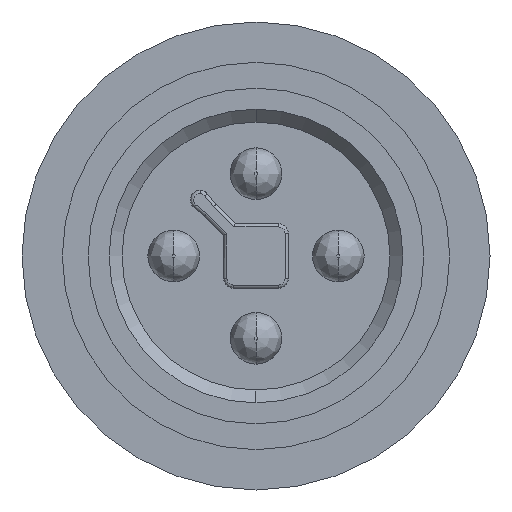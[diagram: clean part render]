
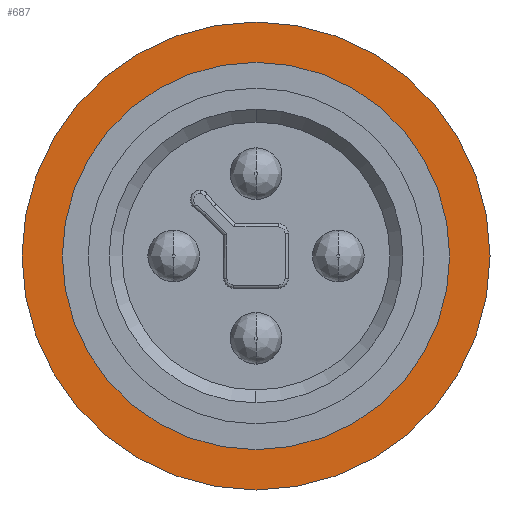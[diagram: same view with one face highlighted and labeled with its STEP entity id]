
A CAD part, left-side view. The second image highlights one B-rep face of the part: STEP entity #687.
In plain terms, the highlighted planar face has unit normal (-1, 0, 0).
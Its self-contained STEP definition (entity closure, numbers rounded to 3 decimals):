
#151 = ORIENTED_EDGE ( 'NONE', *, *, #14543, .F. ) ;
#687 = ADVANCED_FACE ( 'NONE', ( #891, #7516 ), #7169, .T. ) ;
#891 = FACE_OUTER_BOUND ( 'NONE', #11256, .T. ) ;
#999 = CARTESIAN_POINT ( 'NONE',  ( -6.4, 0., -6. ) ) ;
#1671 = DIRECTION ( 'NONE',  ( 1., 0., 0. ) ) ;
#2362 = VERTEX_POINT ( 'NONE', #15981 ) ;
#2813 = ORIENTED_EDGE ( 'NONE', *, *, #5316, .T. ) ;
#3559 = CIRCLE ( 'NONE', #13964, 6. ) ;
#3845 = AXIS2_PLACEMENT_3D ( 'NONE', #9178, #1671, #10460 ) ;
#4432 = ORIENTED_EDGE ( 'NONE', *, *, #12120, .F. ) ;
#5139 = CARTESIAN_POINT ( 'NONE',  ( -6.4, 0., 0. ) ) ;
#5198 = CIRCLE ( 'NONE', #15908, 6. ) ;
#5316 = EDGE_CURVE ( 'NONE', #14994, #9255, #3559, .T. ) ;
#5932 = CIRCLE ( 'NONE', #8039, 7.25 ) ;
#6703 = DIRECTION ( 'NONE',  ( -1., 0., 0. ) ) ;
#7026 = DIRECTION ( 'NONE',  ( 1., 0., 0. ) ) ;
#7169 = PLANE ( 'NONE',  #7803 ) ;
#7434 = CARTESIAN_POINT ( 'NONE',  ( -6.4, 0., 0. ) ) ;
#7516 = FACE_BOUND ( 'NONE', #12016, .T. ) ;
#7803 = AXIS2_PLACEMENT_3D ( 'NONE', #5139, #6703, #12431 ) ;
#8039 = AXIS2_PLACEMENT_3D ( 'NONE', #7434, #16325, #8711 ) ;
#8711 = DIRECTION ( 'NONE',  ( 0., 0., -1. ) ) ;
#9178 = CARTESIAN_POINT ( 'NONE',  ( -6.4, 0., 0. ) ) ;
#9255 = VERTEX_POINT ( 'NONE', #999 ) ;
#9340 = CARTESIAN_POINT ( 'NONE',  ( -6.4, 0., 7.25 ) ) ;
#9952 = CARTESIAN_POINT ( 'NONE',  ( -6.4, 0., 6. ) ) ;
#10460 = DIRECTION ( 'NONE',  ( 0., 0., -1. ) ) ;
#11216 = DIRECTION ( 'NONE',  ( 0., 0., -1. ) ) ;
#11234 = DIRECTION ( 'NONE',  ( 1., 0., 0. ) ) ;
#11256 = EDGE_LOOP ( 'NONE', ( #4432, #151 ) ) ;
#11271 = CARTESIAN_POINT ( 'NONE',  ( -6.4, 0., 0. ) ) ;
#11974 = VERTEX_POINT ( 'NONE', #9340 ) ;
#12016 = EDGE_LOOP ( 'NONE', ( #16142, #2813 ) ) ;
#12120 = EDGE_CURVE ( 'NONE', #2362, #11974, #5932, .T. ) ;
#12431 = DIRECTION ( 'NONE',  ( 0., 0., 1. ) ) ;
#13896 = EDGE_CURVE ( 'NONE', #9255, #14994, #5198, .T. ) ;
#13964 = AXIS2_PLACEMENT_3D ( 'NONE', #11271, #11234, #11216 ) ;
#14284 = CIRCLE ( 'NONE', #3845, 7.25 ) ;
#14543 = EDGE_CURVE ( 'NONE', #11974, #2362, #14284, .T. ) ;
#14605 = CARTESIAN_POINT ( 'NONE',  ( -6.4, 0., 0. ) ) ;
#14994 = VERTEX_POINT ( 'NONE', #9952 ) ;
#15908 = AXIS2_PLACEMENT_3D ( 'NONE', #14605, #7026, #15915 ) ;
#15915 = DIRECTION ( 'NONE',  ( 0., 0., -1. ) ) ;
#15981 = CARTESIAN_POINT ( 'NONE',  ( -6.4, 0., -7.25 ) ) ;
#16142 = ORIENTED_EDGE ( 'NONE', *, *, #13896, .T. ) ;
#16325 = DIRECTION ( 'NONE',  ( 1., 0., 0. ) ) ;
